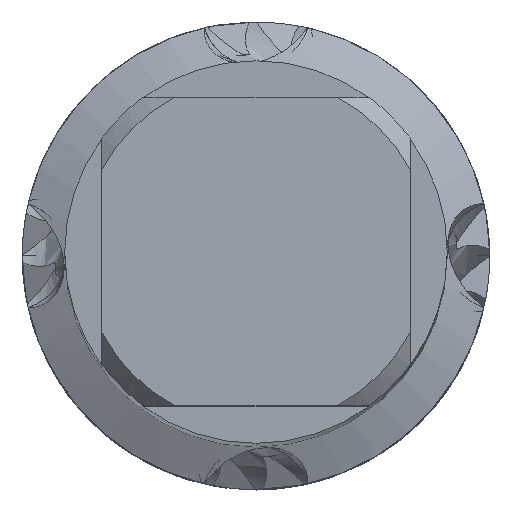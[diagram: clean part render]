
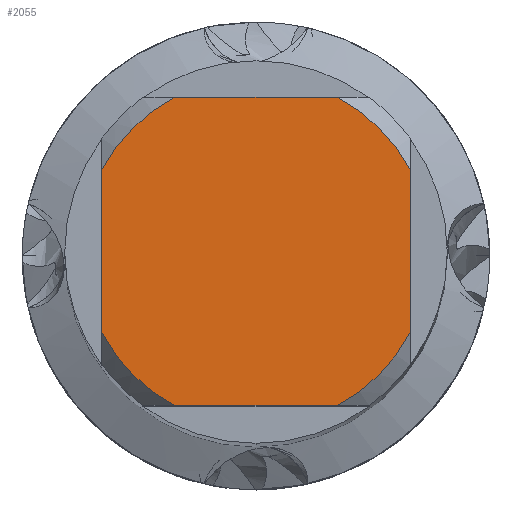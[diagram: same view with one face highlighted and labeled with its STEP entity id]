
A CAD part, top view. The second image highlights one B-rep face of the part: STEP entity #2055.
In plain terms, the highlighted planar face has unit normal (0, 0, 1).
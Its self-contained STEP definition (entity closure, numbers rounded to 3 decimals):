
#1913=EDGE_CURVE('',#2459,#3677,#5211,.T.);
#2055=ADVANCED_FACE('',(#5360),#5361,.T.);
#2257=EDGE_CURVE('',#2459,#2261,#5581,.T.);
#2261=VERTEX_POINT('',#5585);
#2423=EDGE_CURVE('',#3935,#2879,#5756,.T.);
#2459=VERTEX_POINT('',#5793);
#2879=VERTEX_POINT('',#6253);
#2949=EDGE_CURVE('',#3441,#3885,#6327,.T.);
#3441=VERTEX_POINT('',#6860);
#3677=VERTEX_POINT('',#7120);
#3851=EDGE_CURVE('',#4615,#3885,#7304,.T.);
#3885=VERTEX_POINT('',#7341);
#3935=VERTEX_POINT('',#7397);
#3963=EDGE_CURVE('',#3441,#2879,#7426,.T.);
#4019=EDGE_CURVE('',#3935,#3677,#7489,.T.);
#4241=EDGE_CURVE('',#4615,#2261,#7734,.T.);
#4615=VERTEX_POINT('',#8147);
#5211=LINE('',#9552,#9553);
#5360=FACE_OUTER_BOUND('',#9915,.T.);
#5361=PLANE('',#9916);
#5581=CIRCLE('',#10378,8.2);
#5585=CARTESIAN_POINT('',(7.25,3.831,0.0));
#5756=LINE('',#10758,#10759);
#5793=CARTESIAN_POINT('',(3.831,7.25,0.0));
#6253=CARTESIAN_POINT('',(-7.25,-3.831,0.0));
#6327=LINE('',#12366,#12367);
#6860=CARTESIAN_POINT('',(-3.831,-7.25,0.0));
#7120=CARTESIAN_POINT('',(-3.831,7.25,0.0));
#7304=CIRCLE('',#15125,8.2);
#7341=CARTESIAN_POINT('',(3.831,-7.25,0.0));
#7397=CARTESIAN_POINT('',(-7.25,3.831,0.0));
#7426=CIRCLE('',#15759,8.2);
#7489=CIRCLE('',#15876,8.2);
#7734=LINE('',#16377,#16378);
#8147=CARTESIAN_POINT('',(7.25,-3.831,0.0));
#9552=CARTESIAN_POINT('',(0.0,7.25,0.0));
#9553=VECTOR('',#19716,1.0);
#9915=EDGE_LOOP('',(#19821,#19822,#19823,#19824,#19825,#19826,#19827,#19828));
#9916=AXIS2_PLACEMENT_3D('',#19829,#19830,#19831);
#10378=AXIS2_PLACEMENT_3D('',#20042,#20043,#20044);
#10758=CARTESIAN_POINT('',(-7.25,2.05,0.0));
#10759=VECTOR('',#20200,1.0);
#12366=CARTESIAN_POINT('',(0.0,-7.25,0.0));
#12367=VECTOR('',#20766,1.0);
#15125=AXIS2_PLACEMENT_3D('',#21779,#21780,#21781);
#15759=AXIS2_PLACEMENT_3D('',#21902,#21903,#21904);
#15876=AXIS2_PLACEMENT_3D('',#21979,#21980,#21981);
#16377=CARTESIAN_POINT('',(7.25,2.05,0.0));
#16378=VECTOR('',#22247,1.0);
#19716=DIRECTION('',(-1.0,0.0,0.0));
#19821=ORIENTED_EDGE('',*,*,#2423,.T.);
#19822=ORIENTED_EDGE('',*,*,#3963,.F.);
#19823=ORIENTED_EDGE('',*,*,#2949,.T.);
#19824=ORIENTED_EDGE('',*,*,#3851,.F.);
#19825=ORIENTED_EDGE('',*,*,#4241,.T.);
#19826=ORIENTED_EDGE('',*,*,#2257,.F.);
#19827=ORIENTED_EDGE('',*,*,#1913,.T.);
#19828=ORIENTED_EDGE('',*,*,#4019,.F.);
#19829=CARTESIAN_POINT('',(0.0,4.1,0.0));
#19830=DIRECTION('',(-0.0,0.0,1.0));
#19831=DIRECTION('',(0.0,-1.0,0.0));
#20042=CARTESIAN_POINT('',(0.0,0.0,0.0));
#20043=DIRECTION('',(0.0,0.0,-1.0));
#20044=DIRECTION('',(0.0,1.0,0.0));
#20200=DIRECTION('',(-0.0,-1.0,0.0));
#20766=DIRECTION('',(1.0,0.0,0.0));
#21779=CARTESIAN_POINT('',(0.0,0.0,0.0));
#21780=DIRECTION('',(0.0,0.0,-1.0));
#21781=DIRECTION('',(0.0,1.0,0.0));
#21902=CARTESIAN_POINT('',(0.0,0.0,0.0));
#21903=DIRECTION('',(0.0,0.0,-1.0));
#21904=DIRECTION('',(0.0,1.0,0.0));
#21979=CARTESIAN_POINT('',(0.0,0.0,0.0));
#21980=DIRECTION('',(0.0,0.0,-1.0));
#21981=DIRECTION('',(0.0,1.0,0.0));
#22247=DIRECTION('',(-0.0,1.0,0.0));
